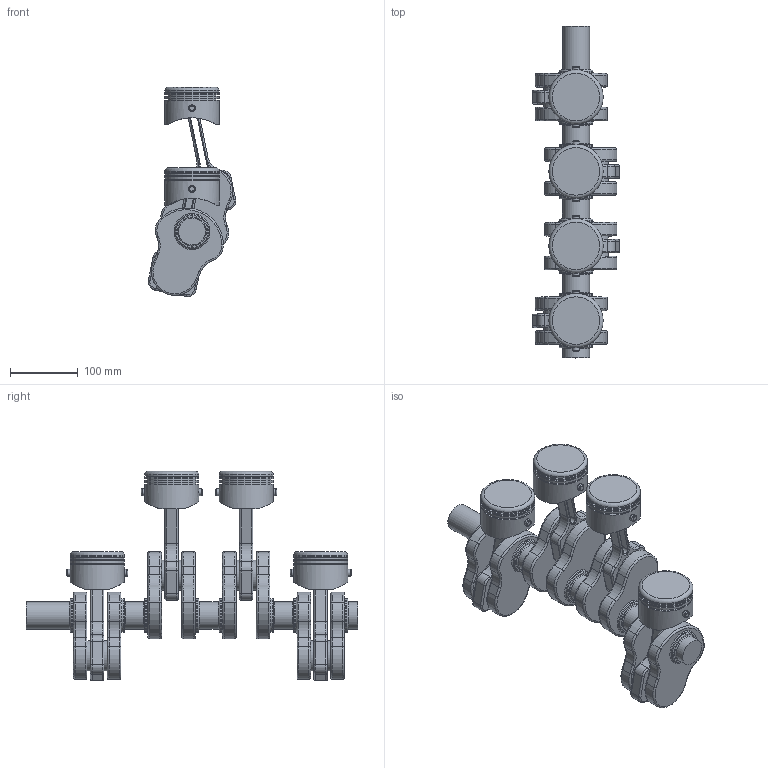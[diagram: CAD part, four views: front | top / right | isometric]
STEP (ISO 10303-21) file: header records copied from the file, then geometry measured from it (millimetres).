
FILE_DESCRIPTION(/* description */ (''),/* implementation_level */ '2;1');
FILE_NAME(/* name */ 'engineveh v2.step',/* time_stamp */ '2023-02-22T09:56:38+05:30',/* author */ (''),/* organization */ (''),/* preprocessor_version */ 'ST-DEVELOPER v19.2',/* originating_system */ 'Autodesk Translation Framework v11.17.0.187',/* authorisation */ '');
FILE_SCHEMA (('AUTOMOTIVE_DESIGN { 1 0 10303 214 3 1 1 }'));
Length unit declared in the file: millimetre
Products named in the file (9): engineveh; piston; piston2; connecting rods; connecting rod; pins; pin; crankshaft; Component9
Assembly tree (17 placements, depth 3):
  engineveh
    piston
      piston2  x4
    connecting rods
      connecting rod  x4
    pins
      pin  x4
    crankshaft
    Component9
Bounding box: 129.36 x 490 x 309.06 mm (x, y, z)
Volume: 2652591.5 mm3; surface area: 483209.8 mm2
Topology: 13 solids, 13 shells, 583 faces, 1295 edges, 782 vertices
Faces by surface type: cylinder 245, torus 204, plane 134
Full cylindrical faces by diameter (mm): 10 x16, 40 x5, 45 x8, 50 x8, 70 x4, 72 x12, 80 x16
Entity records: 10106 total; most frequent: DIRECTION 1978, CARTESIAN_POINT 1914, ORIENTED_EDGE 1504, AXIS2_PLACEMENT_3D 887, EDGE_CURVE 752, CIRCLE 521, VERTEX_POINT 449, EDGE_LOOP 379
